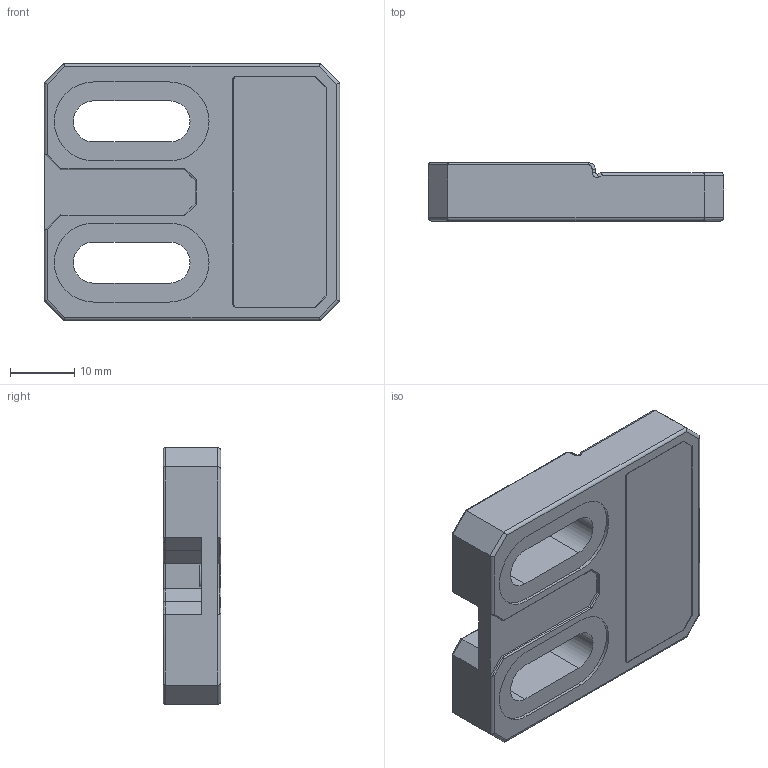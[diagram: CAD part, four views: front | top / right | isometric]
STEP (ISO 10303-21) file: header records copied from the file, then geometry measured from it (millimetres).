
FILE_DESCRIPTION(/* description */ (''),/* implementation_level */ '2;1');
FILE_NAME(/* name */ 'B-MP3040.stp',/* time_stamp */ '2023-01-16T15:26:49+09:00',/* author */ ('user'),/* organization */ (''),/* preprocessor_version */ 'ST-DEVELOPER v15.6',/* originating_system */ 'Autodesk Inventor 2015',/* authorisation */ '');
FILE_SCHEMA (('AUTOMOTIVE_DESIGN { 1 0 10303 214 3 1 1 }'));
Length unit declared in the file: millimetre
Products named in the file (4): 자석_051030; 케이스(3040); 덮개(3040); B-MP3040
Bounding box: 46 x 9 x 40 mm (x, y, z)
Volume: 10803.9 mm3; surface area: 8639.1 mm2
Topology: 3 solids, 3 shells, 288 faces, 735 edges, 468 vertices
Faces by surface type: plane 153, cylinder 64, bspline 61, sphere 8, torus 2
Entity records: 9146 total; most frequent: CARTESIAN_POINT 2435, ORIENTED_EDGE 1470, DIRECTION 1173, EDGE_CURVE 735, LINE 517, VECTOR 517, VERTEX_POINT 468, AXIS2_PLACEMENT_3D 328
